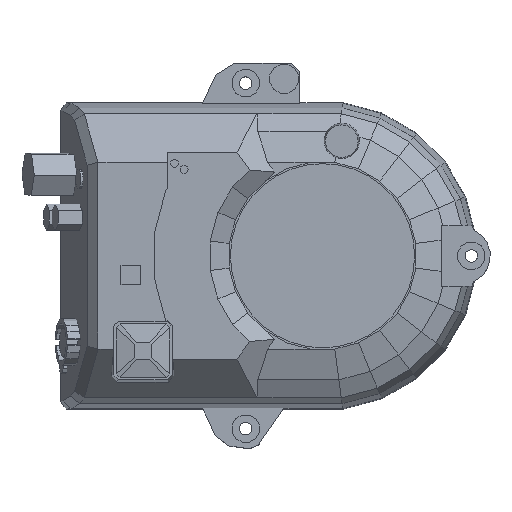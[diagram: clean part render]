
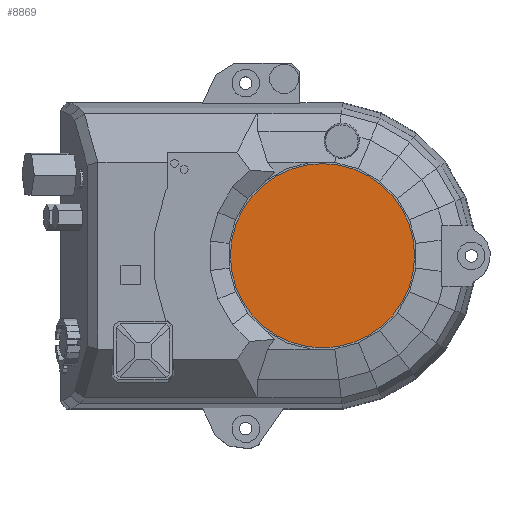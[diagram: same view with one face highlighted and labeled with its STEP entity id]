
A CAD part, top view. The second image highlights one B-rep face of the part: STEP entity #8869.
In plain terms, the highlighted planar face has unit normal (0, 0, 1).
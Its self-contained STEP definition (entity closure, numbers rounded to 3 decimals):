
#1558 = EDGE_LOOP ( 'NONE', ( #2514, #11531 ) ) ;
#2150 = AXIS2_PLACEMENT_3D ( 'NONE', #4685, #4640, #4622 ) ;
#2155 = EDGE_CURVE ( 'NONE', #11923, #5303, #5926, .T. ) ;
#2229 = AXIS2_PLACEMENT_3D ( 'NONE', #7046, #7010, #7049 ) ;
#2319 = AXIS2_PLACEMENT_3D ( 'NONE', #5661, #3505, #2469 ) ;
#2469 = DIRECTION ( 'NONE',  ( 1., 0., 0. ) ) ;
#2514 = ORIENTED_EDGE ( 'NONE', *, *, #2155, .T. ) ;
#3505 = DIRECTION ( 'NONE',  ( 0., 0., 1. ) ) ;
#4622 = DIRECTION ( 'NONE',  ( 1., 0., 0. ) ) ;
#4640 = DIRECTION ( 'NONE',  ( 0., 0., 1. ) ) ;
#4685 = CARTESIAN_POINT ( 'NONE',  ( 0., 0., 104.5 ) ) ;
#5303 = VERTEX_POINT ( 'NONE', #7882 ) ;
#5661 = CARTESIAN_POINT ( 'NONE',  ( 0., 0., 104.5 ) ) ;
#5739 = PLANE ( 'NONE',  #2319 ) ;
#5926 = CIRCLE ( 'NONE', #2229, 96. ) ;
#6571 = CARTESIAN_POINT ( 'NONE',  ( 96., 0., 104.5 ) ) ;
#7010 = DIRECTION ( 'NONE',  ( 0., 0., 1. ) ) ;
#7046 = CARTESIAN_POINT ( 'NONE',  ( 0., 0., 104.5 ) ) ;
#7049 = DIRECTION ( 'NONE',  ( 1., 0., 0. ) ) ;
#7882 = CARTESIAN_POINT ( 'NONE',  ( -96., 0., 104.5 ) ) ;
#8869 = ADVANCED_FACE ( 'NONE', ( #12889 ), #5739, .T. ) ;
#11531 = ORIENTED_EDGE ( 'NONE', *, *, #12946, .T. ) ;
#11833 = CIRCLE ( 'NONE', #2150, 96. ) ;
#11923 = VERTEX_POINT ( 'NONE', #6571 ) ;
#12889 = FACE_OUTER_BOUND ( 'NONE', #1558, .T. ) ;
#12946 = EDGE_CURVE ( 'NONE', #5303, #11923, #11833, .T. ) ;
